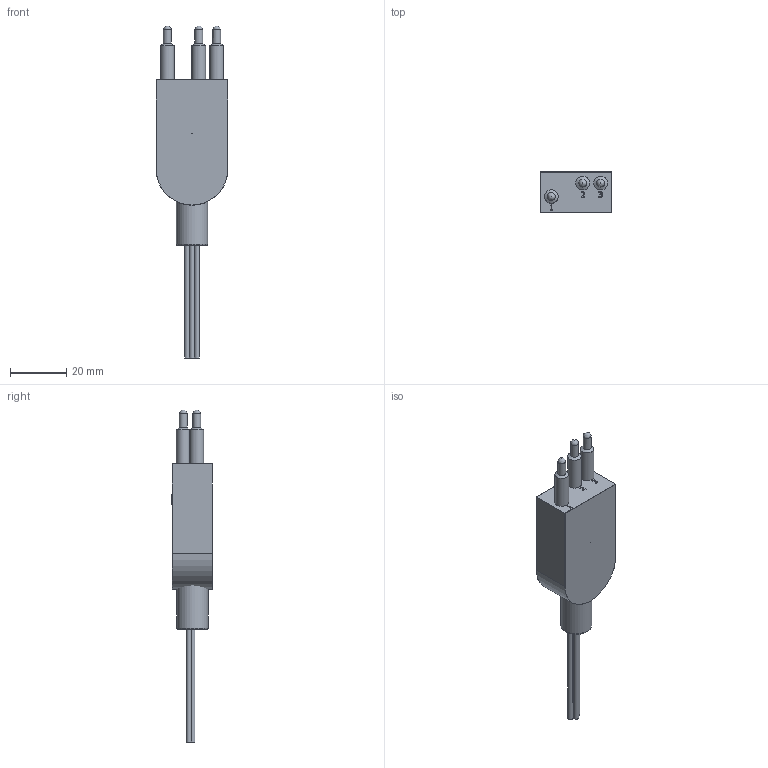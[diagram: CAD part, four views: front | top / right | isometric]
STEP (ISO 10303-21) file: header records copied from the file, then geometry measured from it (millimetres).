
FILE_DESCRIPTION(/* description */ (''),/* implementation_level */ '2;1');
FILE_NAME(/* name */ 'LPOM3M.stp',/* time_stamp */ '2015-03-23T09:09:45+01:00',/* author */ ('sh'),/* organization */ (''),/* preprocessor_version */ 'ST-DEVELOPER v15.2',/* originating_system */ 'Autodesk Inventor 2014',/* authorisation */ '');
FILE_SCHEMA (('AUTOMOTIVE_DESIGN { 1 0 10303 214 3 1 1 }'));
Length unit declared in the file: inch
Products named in the file (1): LPOM3M
Bounding box: 25.4 x 14.49 x 117.65 mm (x, y, z)
Volume: 17435.3 mm3; surface area: 8199 mm2
Topology: 8 solids, 8 shells, 233 faces, 586 edges, 381 vertices
Faces by surface type: plane 101, bspline 82, cylinder 32, cone 7, torus 7, sphere 4
Full cylindrical faces by diameter (mm): 0.025 x1, 0.051 x1, 1.778 x3, 2.032 x3, 2.779 x3, 2.794 x3, 4.851 x3, 8.001 x1, 9.601 x1, 11.1 x1
Entity records: 9766 total; most frequent: CARTESIAN_POINT 4825, ORIENTED_EDGE 1074, DIRECTION 746, EDGE_CURVE 537, VERTEX_POINT 368, LINE 292, VECTOR 292, EDGE_LOOP 283
